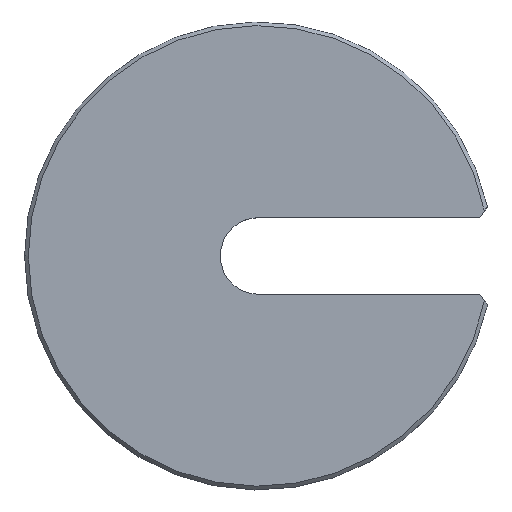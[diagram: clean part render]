
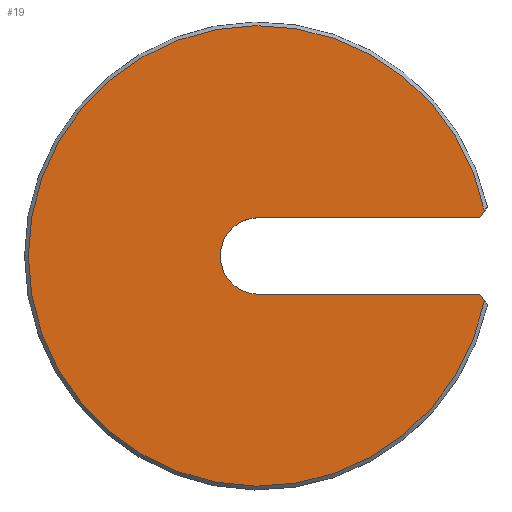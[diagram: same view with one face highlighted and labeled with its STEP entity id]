
A CAD part, top view. The second image highlights one B-rep face of the part: STEP entity #19.
In plain terms, the highlighted planar face has unit normal (0, 0, 1).
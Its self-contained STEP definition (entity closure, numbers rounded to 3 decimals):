
#19 = ADVANCED_FACE ( 'NONE', ( #127 ), #126, .T. ) ;
#21 = VERTEX_POINT ( 'NONE', #111 ) ;
#22 = EDGE_CURVE ( 'NONE', #81, #21, #270, .T. ) ;
#30 = VERTEX_POINT ( 'NONE', #271 ) ;
#31 = EDGE_CURVE ( 'NONE', #287, #243, #273, .T. ) ;
#32 = ORIENTED_EDGE ( 'NONE', *, *, #33, .T. ) ;
#33 = EDGE_CURVE ( 'NONE', #208, #35, #259, .T. ) ;
#35 = VERTEX_POINT ( 'NONE', #125 ) ;
#36 = ORIENTED_EDGE ( 'NONE', *, *, #242, .T. ) ;
#37 = ORIENTED_EDGE ( 'NONE', *, *, #41, .F. ) ;
#38 = EDGE_CURVE ( 'NONE', #30, #35, #260, .T. ) ;
#40 = ORIENTED_EDGE ( 'NONE', *, *, #38, .F. ) ;
#41 = EDGE_CURVE ( 'NONE', #21, #30, #249, .T. ) ;
#59 = EDGE_CURVE ( 'NONE', #81, #287, #88, .T. ) ;
#60 = ORIENTED_EDGE ( 'NONE', *, *, #59, .T. ) ;
#62 = EDGE_LOOP ( 'NONE', ( #65, #60, #286, #36, #32, #40, #37 ) ) ;
#65 = ORIENTED_EDGE ( 'NONE', *, *, #22, .F. ) ;
#81 = VERTEX_POINT ( 'NONE', #87 ) ;
#87 = CARTESIAN_POINT ( 'NONE',  ( 29.771, 5.159, 0. ) ) ;
#88 = LINE ( 'NONE', #159, #158 ) ;
#109 = DIRECTION ( 'NONE',  ( 1., 0., 0. ) ) ;
#110 = DIRECTION ( 'NONE',  ( 0., 0., 1. ) ) ;
#111 = CARTESIAN_POINT ( 'NONE',  ( 0., 5.159, 0. ) ) ;
#112 = CARTESIAN_POINT ( 'NONE',  ( 0., 0., 0. ) ) ;
#125 = CARTESIAN_POINT ( 'NONE',  ( 29.771, -5.159, 0. ) ) ;
#126 = PLANE ( 'NONE',  #136 ) ;
#127 = FACE_OUTER_BOUND ( 'NONE', #62, .T. ) ;
#136 = AXIS2_PLACEMENT_3D ( 'NONE', #277, #276, #275 ) ;
#157 = DIRECTION ( 'NONE',  ( 0.582, 0.813, 0. ) ) ;
#158 = VECTOR ( 'NONE', #157, 1000. ) ;
#159 = CARTESIAN_POINT ( 'NONE',  ( 17.254, -12.341, 0. ) ) ;
#208 = VERTEX_POINT ( 'NONE', #413 ) ;
#242 = EDGE_CURVE ( 'NONE', #243, #208, #343, .T. ) ;
#243 = VERTEX_POINT ( 'NONE', #411 ) ;
#246 = CARTESIAN_POINT ( 'NONE',  ( 0., 0., 0. ) ) ;
#248 = DIRECTION ( 'NONE',  ( 1., 0., 0. ) ) ;
#249 = CIRCLE ( 'NONE', #250, 5.159 ) ;
#250 = AXIS2_PLACEMENT_3D ( 'NONE', #246, #110, #109 ) ;
#251 = DIRECTION ( 'NONE',  ( -0.582, 0.813, 0. ) ) ;
#252 = VECTOR ( 'NONE', #251, 1000. ) ;
#253 = CARTESIAN_POINT ( 'NONE',  ( 17.254, 12.341, 0. ) ) ;
#255 = DIRECTION ( 'NONE',  ( 1., 0., 0. ) ) ;
#256 = DIRECTION ( 'NONE',  ( 0., 0., 1. ) ) ;
#257 = VECTOR ( 'NONE', #248, 1000. ) ;
#258 = CARTESIAN_POINT ( 'NONE',  ( 31.5, -5.159, 0. ) ) ;
#259 = LINE ( 'NONE', #253, #252 ) ;
#260 = LINE ( 'NONE', #258, #257 ) ;
#267 = DIRECTION ( 'NONE',  ( -1., 0., 0. ) ) ;
#268 = VECTOR ( 'NONE', #267, 1000. ) ;
#269 = CARTESIAN_POINT ( 'NONE',  ( 0., 5.159, 0. ) ) ;
#270 = LINE ( 'NONE', #269, #268 ) ;
#271 = CARTESIAN_POINT ( 'NONE',  ( 0., -5.159, 0. ) ) ;
#272 = AXIS2_PLACEMENT_3D ( 'NONE', #112, #256, #255 ) ;
#273 = CIRCLE ( 'NONE', #272, 31. ) ;
#275 = DIRECTION ( 'NONE',  ( 1., 0., 0. ) ) ;
#276 = DIRECTION ( 'NONE',  ( 0., 0., 1. ) ) ;
#277 = CARTESIAN_POINT ( 'NONE',  ( 0., 0., 0. ) ) ;
#286 = ORIENTED_EDGE ( 'NONE', *, *, #31, .T. ) ;
#287 = VERTEX_POINT ( 'NONE', #339 ) ;
#317 = CARTESIAN_POINT ( 'NONE',  ( 0., 0., 0. ) ) ;
#335 = DIRECTION ( 'NONE',  ( 1., 0., 0. ) ) ;
#336 = DIRECTION ( 'NONE',  ( 0., 0., 1. ) ) ;
#339 = CARTESIAN_POINT ( 'NONE',  ( 30.405, 6.046, 0. ) ) ;
#343 = CIRCLE ( 'NONE', #379, 31. ) ;
#379 = AXIS2_PLACEMENT_3D ( 'NONE', #317, #336, #335 ) ;
#411 = CARTESIAN_POINT ( 'NONE',  ( -31., 0., 0. ) ) ;
#413 = CARTESIAN_POINT ( 'NONE',  ( 30.405, -6.046, 0. ) ) ;
